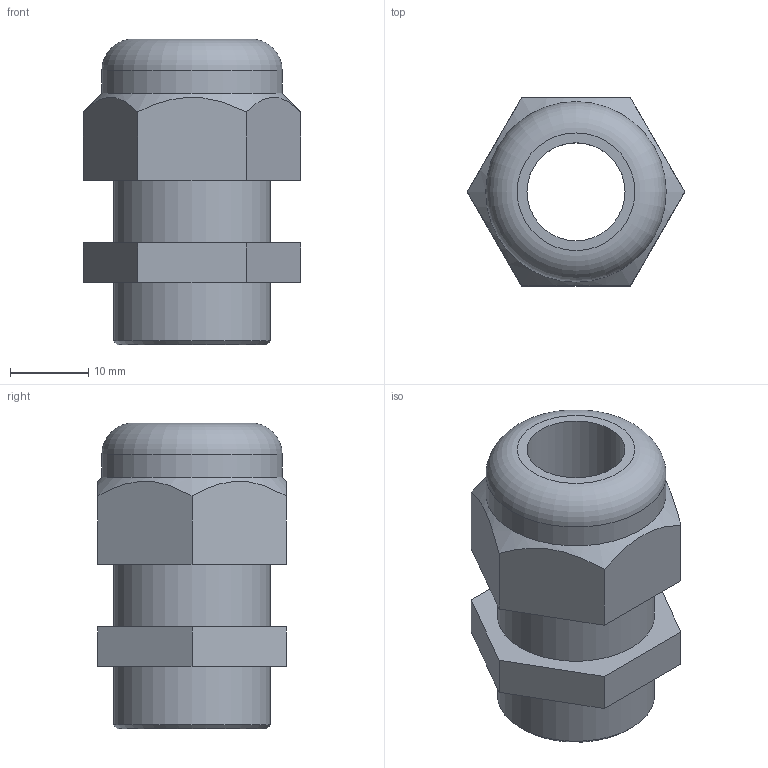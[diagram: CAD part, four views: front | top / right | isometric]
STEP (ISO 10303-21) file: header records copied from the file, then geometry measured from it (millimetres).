
FILE_DESCRIPTION(/* description */ ('Customer-3D'),/* implementation_level */ '2;1');
FILE_NAME(/* name */ '100000006421_prt_000.step',/* time_stamp */ '2020-05-05T11:57:32+02:00',/* author */ ('JENNERT'),/* organization */ ('WERMA Signaltechnik GmbH+Co.KG'),/* preprocessor_version */ 'ST-DEVELOPER v17',/* originating_system */ 'Autodesk Inventor 2018',/* authorisation */ 'public');
FILE_SCHEMA (('AUTOMOTIVE_DESIGN { 1 0 10303 214 3 1 1 }'));
Length unit declared in the file: millimetre
Products named in the file (1): 100000006421_prt_000_1
Bounding box: 27.71 x 24 x 39 mm (x, y, z)
Volume: 9599.4 mm3; surface area: 5466 mm2
Topology: 1 solids, 1 shells, 26 faces, 58 edges, 38 vertices
Faces by surface type: plane 18, cylinder 5, cone 2, torus 1
Full cylindrical faces by diameter (mm): 12.5 x1, 15 x1, 20 x2, 23 x1
Entity records: 752 total; most frequent: CARTESIAN_POINT 135, DIRECTION 121, ORIENTED_EDGE 116, EDGE_CURVE 58, AXIS2_PLACEMENT_3D 42, VERTEX_POINT 38, LINE 37, VECTOR 37
